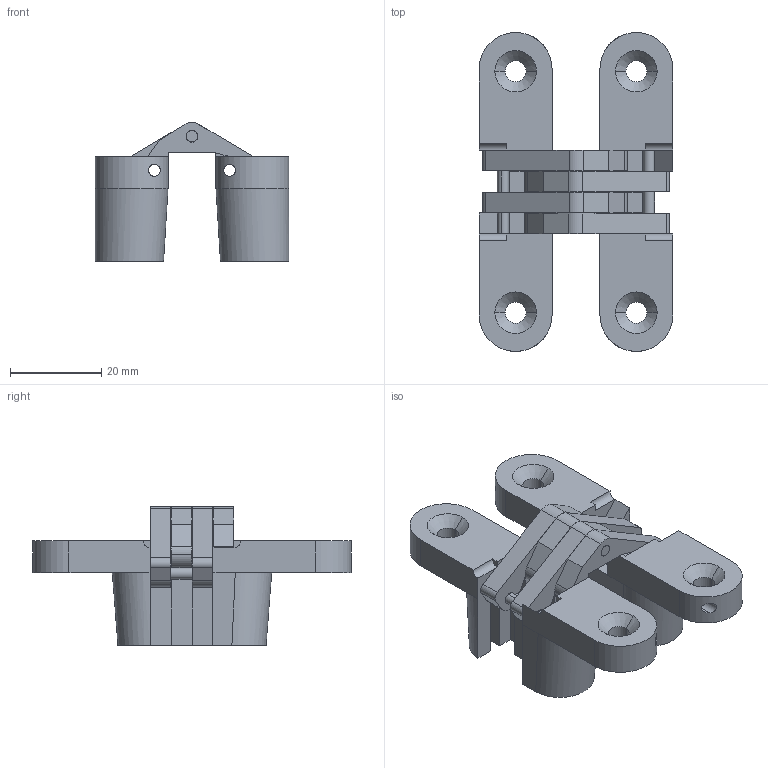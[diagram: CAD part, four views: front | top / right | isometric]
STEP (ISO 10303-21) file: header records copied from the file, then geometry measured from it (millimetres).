
FILE_DESCRIPTION (( 'STEP AP203' ), '1' );
FILE_NAME ('sone3D.STEP', '2017-12-21T07:16:18', ( '' ), ( '' ), 'SwSTEP 2.0', 'SolidWorks 2014', '' );
FILE_SCHEMA (( 'CONFIG_CONTROL_DESIGN' ));
Length unit declared in the file: millimetre
Products named in the file (5): B-16-2僔儍僼僩_岞_僔儍僼僩C; B-16-2ベース_公; B-16-2僔儍僼僩_岞_僔儍僼僩B; B-16-2儕儞僋傾乕儉_岞_3assy; sone3D
Assembly tree (9 placements, depth 2):
  sone3D
    B-16-2ベース_公  x2
    B-16-2儕儞僋傾乕儉_岞_3assy  x4
    B-16-2僔儍僼僩_岞_僔儍僼僩C
    B-16-2僔儍僼僩_岞_僔儍僼僩B  x2
Bounding box: 42.51 x 70 x 30.49 mm (x, y, z)
Volume: 23834.9 mm3; surface area: 15443.4 mm2
Topology: 9 solids, 9 shells, 214 faces, 562 edges, 366 vertices
Faces by surface type: plane 118, cylinder 82, cone 8, bspline 6
Entity records: 3658 total; most frequent: CARTESIAN_POINT 775, DIRECTION 475, ORIENTED_EDGE 454, EDGE_CURVE 227, AXIS2_PLACEMENT_3D 161, LINE 153, VECTOR 153, VERTEX_POINT 147
